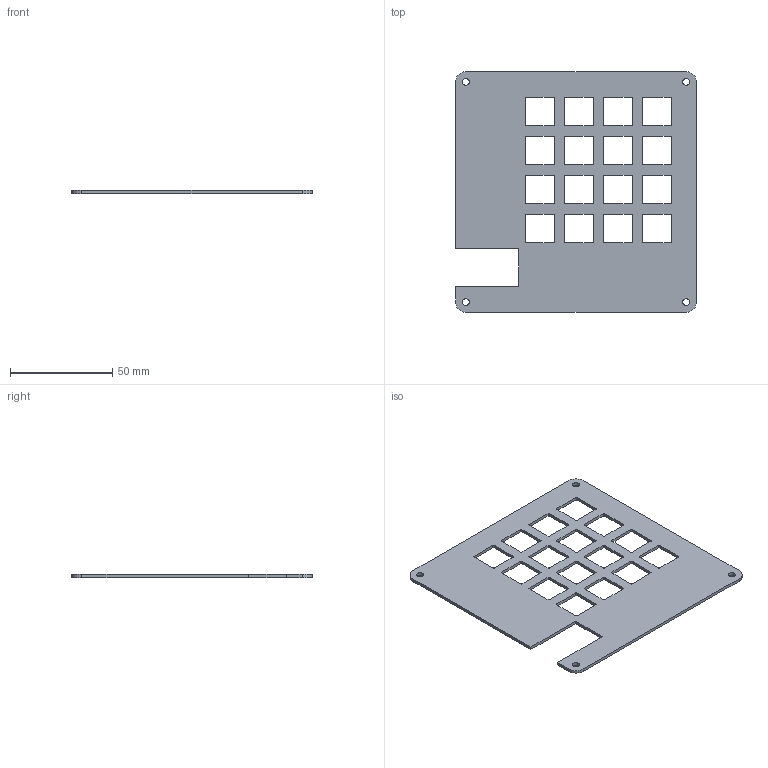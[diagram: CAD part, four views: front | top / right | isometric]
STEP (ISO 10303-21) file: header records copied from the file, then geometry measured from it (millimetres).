
FILE_DESCRIPTION(/* description */ (''),/* implementation_level */ '2;1');
FILE_NAME(/* name */ 'Top v3.step',/* time_stamp */ '2025-02-17T14:09:01+01:00',/* author */ (''),/* organization */ (''),/* preprocessor_version */ 'ST-DEVELOPER v20',/* originating_system */ 'Autodesk Translation Framework v12.20.1.177',/* authorisation */ '');
FILE_SCHEMA (('AUTOMOTIVE_DESIGN { 1 0 10303 214 3 1 1 }'));
Length unit declared in the file: millimetre
Products named in the file (1): Top
Bounding box: 117.77 x 117.63 x 1.5 mm (x, y, z)
Volume: 15121.7 mm3; surface area: 22408.5 mm2
Topology: 1 solids, 1 shells, 496 faces, 1416 edges, 944 vertices
Faces by surface type: bspline 242, plane 182, cylinder 72
Full cylindrical faces by diameter (mm): 3.4 x4
Entity records: 18497 total; most frequent: CARTESIAN_POINT 6971, ORIENTED_EDGE 2832, DIRECTION 1586, EDGE_CURVE 1416, VERTEX_POINT 944, LINE 788, VECTOR 788, EDGE_LOOP 558
